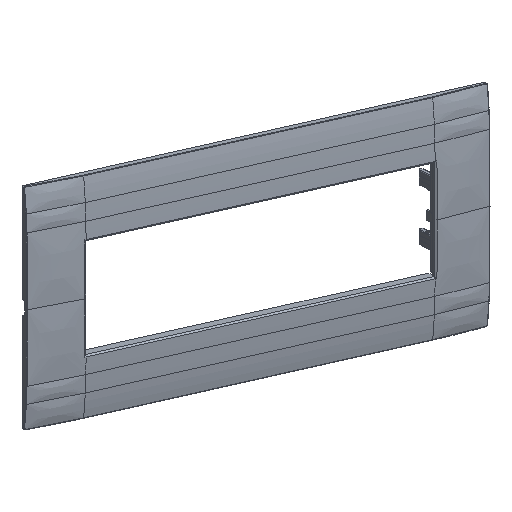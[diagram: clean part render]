
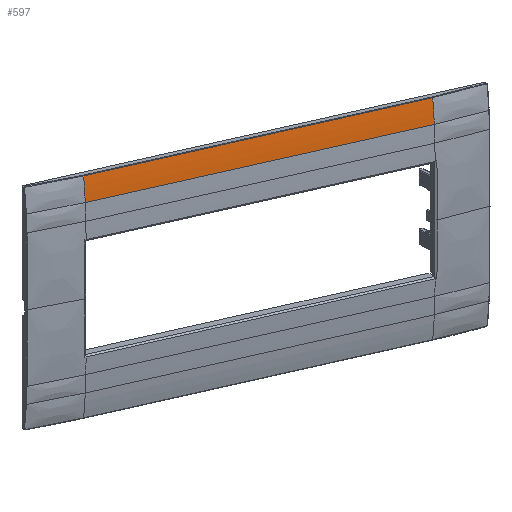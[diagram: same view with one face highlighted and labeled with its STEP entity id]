
A CAD part, top view. The second image highlights one B-rep face of the part: STEP entity #597.
In plain terms, the highlighted cylindrical face has radius 100.025 mm (diameter 200.049 mm), a partial arc.
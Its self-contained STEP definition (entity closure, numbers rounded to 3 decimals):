
#321=CARTESIAN_POINT('Line Origine',(39.5,38.285,3.963)) ;
#325=CARTESIAN_POINT('Vertex',(79.,38.285,3.963)) ;
#327=CARTESIAN_POINT('Vertex',(-79.,38.285,3.963)) ;
#567=CARTESIAN_POINT('Axis2P3D Location',(39.5,32.868,-95.915)) ;
#572=CARTESIAN_POINT('Axis2P3D Location',(79.,32.868,-95.915)) ;
#576=CARTESIAN_POINT('Vertex',(79.,48.658,2.855)) ;
#579=CARTESIAN_POINT('Line Origine',(39.5,48.658,2.855)) ;
#583=CARTESIAN_POINT('Vertex',(-79.,48.658,2.855)) ;
#586=CARTESIAN_POINT('Axis2P3D Location',(-79.,32.868,-95.915)) ;
#322=DIRECTION('Vector Direction',(1.,0.,0.)) ;
#568=DIRECTION('Axis2P3D Direction',(1.,0.,0.)) ;
#569=DIRECTION('Axis2P3D XDirection',(0.,0.161,0.987)) ;
#573=DIRECTION('Axis2P3D Direction',(1.,0.,0.)) ;
#580=DIRECTION('Vector Direction',(1.,0.,0.)) ;
#587=DIRECTION('Axis2P3D Direction',(1.,0.,0.)) ;
#570=AXIS2_PLACEMENT_3D('Cylinder Axis2P3D',#567,#568,#569) ;
#574=AXIS2_PLACEMENT_3D('Circle Axis2P3D',#572,#573,$) ;
#588=AXIS2_PLACEMENT_3D('Circle Axis2P3D',#586,#587,$) ;
#592=ORIENTED_EDGE('',*,*,#329,.F.) ;
#593=ORIENTED_EDGE('',*,*,#578,.F.) ;
#594=ORIENTED_EDGE('',*,*,#585,.F.) ;
#595=ORIENTED_EDGE('',*,*,#590,.T.) ;
#323=VECTOR('Line Direction',#322,1.) ;
#581=VECTOR('Line Direction',#580,1.) ;
#597=ADVANCED_FACE('PartBody',(#596),#571,.T.) ;
#575=CIRCLE('generated circle',#574,100.025) ;
#589=CIRCLE('generated circle',#588,100.025) ;
#571=CYLINDRICAL_SURFACE('generated cylinder',#570,100.025) ;
#329=EDGE_CURVE('',#326,#328,#324,.F.) ;
#578=EDGE_CURVE('',#577,#326,#575,.T.) ;
#585=EDGE_CURVE('',#584,#577,#582,.T.) ;
#590=EDGE_CURVE('',#584,#328,#589,.T.) ;
#591=EDGE_LOOP('',(#592,#593,#594,#595)) ;
#596=FACE_OUTER_BOUND('',#591,.T.) ;
#324=LINE('Line',#321,#323) ;
#582=LINE('Line',#579,#581) ;
#326=VERTEX_POINT('',#325) ;
#328=VERTEX_POINT('',#327) ;
#577=VERTEX_POINT('',#576) ;
#584=VERTEX_POINT('',#583) ;
